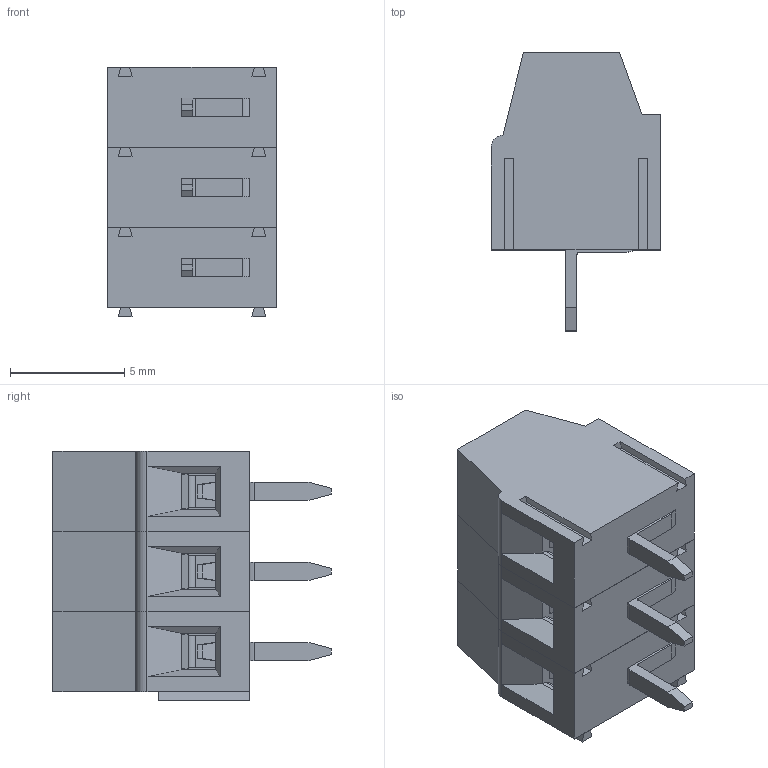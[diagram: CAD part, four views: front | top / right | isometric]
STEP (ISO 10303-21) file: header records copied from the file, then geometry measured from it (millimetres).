
FILE_DESCRIPTION(('STEP AP214'),'1');
FILE_NAME('20020327c031b01lf.stp','2015-09-10T12:33:35',('TraceParts'),('TraceParts S.A.'),'Spatial InterOp 3D',' ',' ');
FILE_SCHEMA(('automotive_design'));
Length unit declared in the file: millimetre
Products named in the file (8): 20020327-C03_ASM|Next assembly relationship#20020327-C-LEM;20020327-C-LEM; 20020327-C03_ASM|Next assembly relationship#20020327-C-REM;20020327-C-REM
Bounding box: 7.4 x 12.15 x 10.9 mm (x, y, z)
Volume: 521.3 mm3; surface area: 1101.9 mm2
Topology: 8 solids, 8 shells, 381 faces, 1017 edges, 652 vertices
Faces by surface type: plane 324, cylinder 51, cone 6
Entity records: 11765 total; most frequent: CARTESIAN_POINT 2058, ORIENTED_EDGE 2034, DIRECTION 1909, EDGE_CURVE 1017, LINE 903, VECTOR 903, VERTEX_POINT 652, AXIS2_PLACEMENT_3D 503
